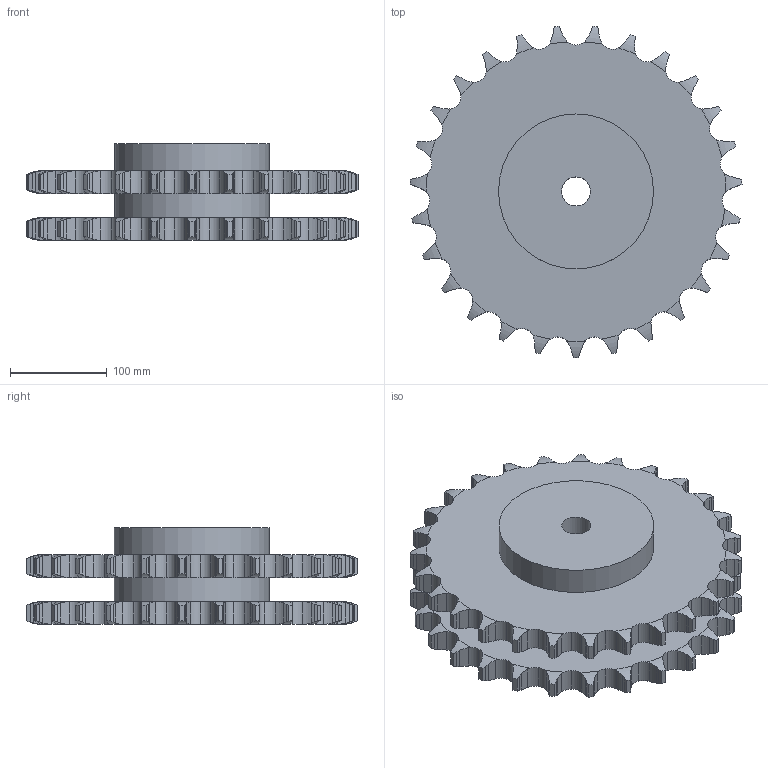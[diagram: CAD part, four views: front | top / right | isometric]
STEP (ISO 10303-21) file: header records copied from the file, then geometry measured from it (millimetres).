
FILE_DESCRIPTION(('FreeCAD Model'),'2;1');
FILE_NAME('Open CASCADE Shape Model','2021-08-29T09:49:56',('FreeCAD'),( 'FreeCAD'),'Open CASCADE STEP processor 7.4','FreeCAD','Unknown');
FILE_SCHEMA(('AUTOMOTIVE_DESIGN { 1 0 10303 214 1 1 1 1 }'));
Products named in the file (1): Open CASCADE STEP translator 7.4 20
Bounding box: 342.87 x 342.31 x 100 mm (x, y, z)
Volume: 4705645.3 mm3; surface area: 381488.9 mm2
Topology: 1 solids, 1 shells, 607 faces, 1804 edges, 1203 vertices
Faces by surface type: cylinder 381, plane 114, torus 112
Full cylindrical faces by diameter (mm): 30 x1, 160 x2
Entity records: 54619 total; most frequent: CARTESIAN_POINT 23975, DIRECTION 4223, ORIENTED_EDGE 3608, PCURVE 3608, DEFINITIONAL_REPRESENTATION 3608, B_SPLINE_CURVE_WITH_KNOTS 2604, LINE 2025, VECTOR 2025
